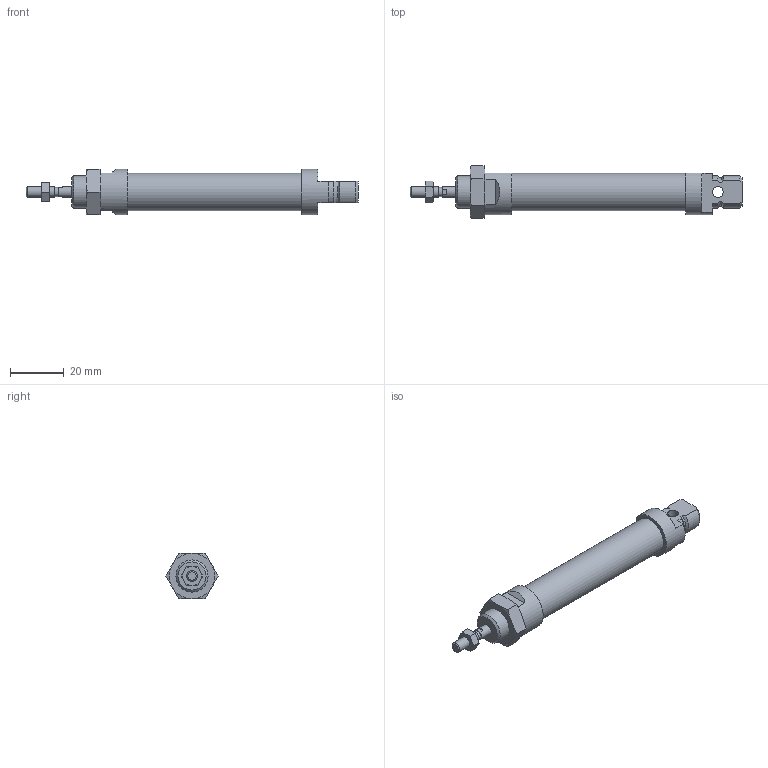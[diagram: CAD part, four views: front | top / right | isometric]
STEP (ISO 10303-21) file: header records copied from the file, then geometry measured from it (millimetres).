
FILE_DESCRIPTION( ( 'STEP AP214' ), '1' );
FILE_NAME( '1260.10.30.M(0).stp', '2022-05-02T15:48:28', ( 'License CC BY-ND 4.0' ), ( 'CADENAS' ), ' ', 'PARTsolutions', ' ' );
FILE_SCHEMA( ( 'AUTOMOTIVE_DESIGN { 1 0 10303 214 1 1 1 1 }' ) );
Length unit declared in the file: millimetre
Products named in the file (7): 1260.10.30.M(0); _barrel_iso_6432_10060M30; _fh_iso_6432_100; _1200.10.05; _rh_iso_6432_100; _rod_iso_6432_10060M30; _n_iso_6432_10
Assembly tree (6 placements, depth 2):
  1260.10.30.M(0)
    _barrel_iso_6432_10060M30
    _fh_iso_6432_100
    _1200.10.05
    _rh_iso_6432_100
    _rod_iso_6432_10060M30
    _n_iso_6432_10
Bounding box: 124 x 19.63 x 17 mm (x, y, z)
Volume: 15886.9 mm3; surface area: 10540.7 mm2
Topology: 6 solids, 6 shells, 110 faces, 241 edges, 148 vertices
Faces by surface type: plane 47, cone 40, cylinder 23
Full cylindrical faces by diameter (mm): 3.242 x1, 3.4 x1, 4 x4, 4.134 x2, 8 x2, 10.5 x1, 10.647 x1, 12 x2, 14 x1
Entity records: 3934 total; most frequent: CARTESIAN_POINT 665, DIRECTION 478, ORIENTED_EDGE 428, EDGE_CURVE 214, AXIS2_PLACEMENT_3D 207, EDGE_LOOP 150, VERTEX_POINT 146, FACE_OUTER_BOUND 125
